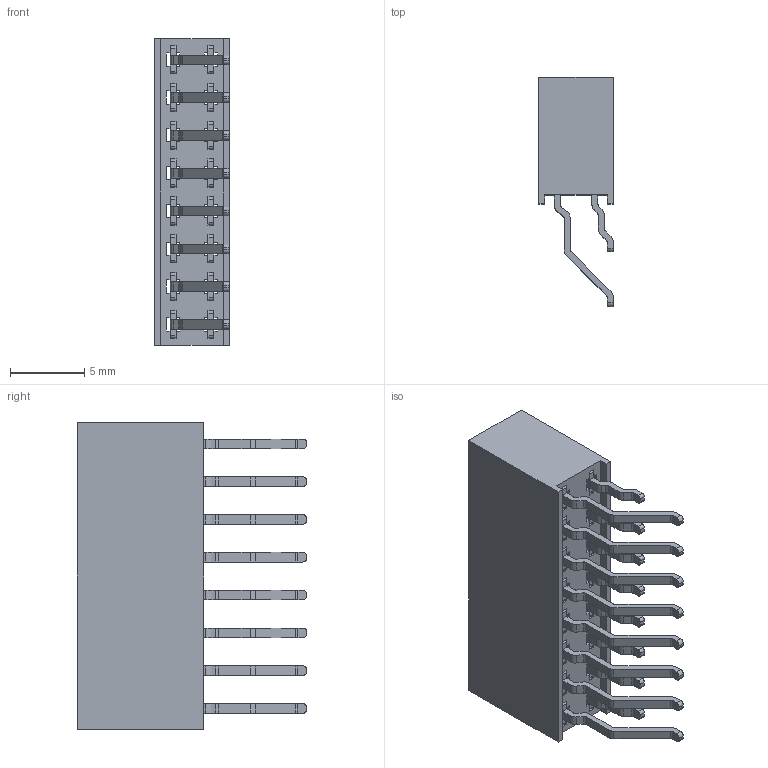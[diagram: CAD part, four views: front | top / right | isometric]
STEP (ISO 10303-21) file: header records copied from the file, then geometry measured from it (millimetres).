
FILE_DESCRIPTION(/* description */ (''),/* implementation_level */ '2;1');
FILE_NAME(/* name */ 'M20-7920842_asm.stp.iam.stp',/* time_stamp */ '2023-05-24T08:21:07+02:00',/* author */ ('mraoul'),/* organization */ (''),/* preprocessor_version */ 'ST-DEVELOPER v19.2',/* originating_system */ 'Autodesk Inventor 2024',/* authorisation */ '');
FILE_SCHEMA (('AUTOMOTIVE_DESIGN { 1 0 10303 214 3 1 1 }'));
Length unit declared in the file: millimetre
Products named in the file (5): M20-7920842_asm.stp; M20-7920842_ASM; M20-79208_MOULD; M20-792_CONTACT1; M20-792_CONTACT2
Assembly tree (18 placements, depth 3):
  M20-7920842_asm.stp
    M20-7920842_ASM
      M20-79208_MOULD
      M20-792_CONTACT1  x8
      M20-792_CONTACT2  x8
Bounding box: 5 x 15.4 x 20.57 mm (x, y, z)
Volume: 752 mm3; surface area: 1922.3 mm2
Topology: 17 solids, 17 shells, 1178 faces, 3320 edges, 2192 vertices
Faces by surface type: plane 714, cylinder 432, bspline 32
Entity records: 12434 total; most frequent: CARTESIAN_POINT 2267, ORIENTED_EDGE 2104, DIRECTION 1950, EDGE_CURVE 1052, LINE 936, VECTOR 936, VERTEX_POINT 680, AXIS2_PLACEMENT_3D 507
